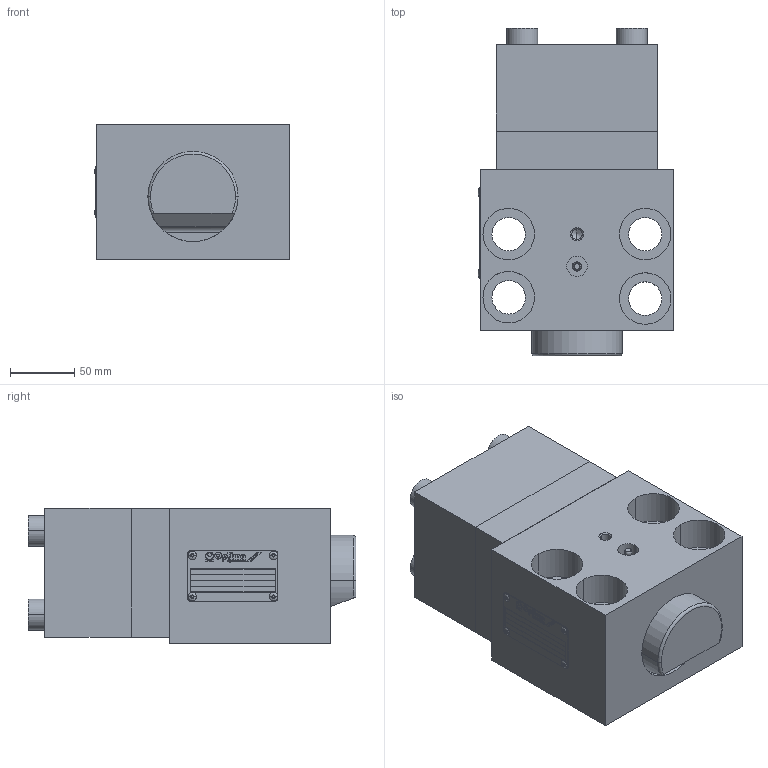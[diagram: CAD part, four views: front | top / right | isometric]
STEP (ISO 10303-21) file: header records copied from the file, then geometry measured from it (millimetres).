
FILE_DESCRIPTION(('STEP AP214'),'1');
FILE_NAME('38466409_HKS160_L.stp','2019-09-04T09:36:24',(' '),(' '),'Spatial InterOp 3D',' ',' ');
FILE_SCHEMA(('automotive_design'));
Length unit declared in the file: millimetre
Products named in the file (12): 1; 2; 3; 4; 5; 6; 7; 8; 9; 10; 11; 12
Bounding box: 151.5 x 254.48 x 105 mm (x, y, z)
Volume: 2595880.6 mm3; surface area: 357892.2 mm2
Topology: 12 solids, 13 shells, 812 faces, 1969 edges, 1273 vertices
Faces by surface type: plane 363, cylinder 211, extrusion 133, cone 54, torus 31, sphere 12, bspline 4, revolution 4
Entity records: 31393 total; most frequent: CARTESIAN_POINT 5584, ORIENTED_EDGE 3906, DIRECTION 3774, EDGE_CURVE 1953, AXIS2_PLACEMENT_3D 1280, VERTEX_POINT 1273, VECTOR 1210, LINE 1077
